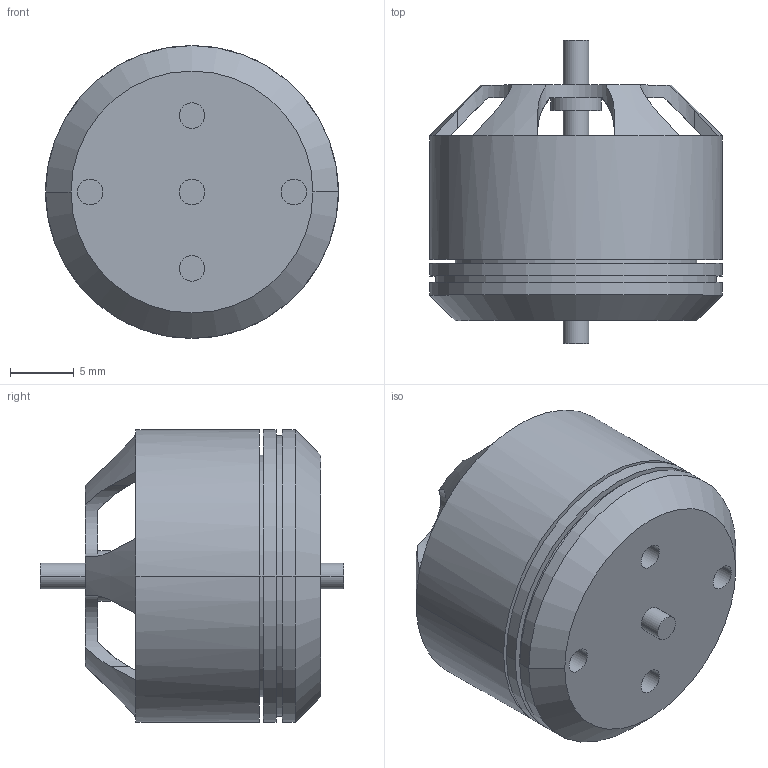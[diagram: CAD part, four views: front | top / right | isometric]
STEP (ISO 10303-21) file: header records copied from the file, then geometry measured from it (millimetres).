
FILE_DESCRIPTION (( 'STEP AP203' ), '1' );
FILE_NAME ('59_Default_sldprt.STEP', '2020-11-07T09:17:22', ( '' ), ( '' ), 'SwSTEP 2.0', 'SolidWorks 2018', '' );
FILE_SCHEMA (( 'CONFIG_CONTROL_DESIGN' ));
Length unit declared in the file: millimetre
Products named in the file (1): 59_Default_sldprt
Bounding box: 23 x 23.8 x 23 mm (x, y, z)
Volume: 5355.1 mm3; surface area: 2993.8 mm2
Topology: 1 solids, 1 shells, 88 faces, 238 edges, 153 vertices
Faces by surface type: cylinder 44, plane 33, cone 11
Entity records: 3046 total; most frequent: CARTESIAN_POINT 696, DIRECTION 491, ORIENTED_EDGE 476, EDGE_CURVE 238, AXIS2_PLACEMENT_3D 212, VERTEX_POINT 153, CIRCLE 123, EDGE_LOOP 109
